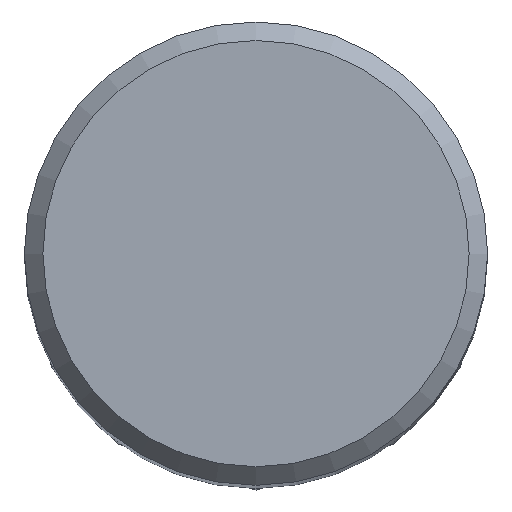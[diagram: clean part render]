
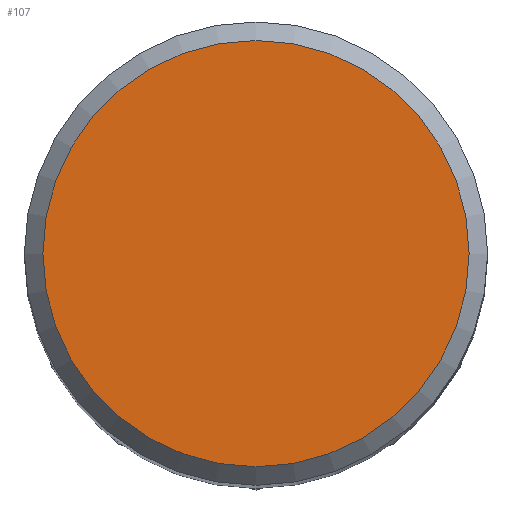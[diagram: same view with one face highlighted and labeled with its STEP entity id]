
A CAD part, top view. The second image highlights one B-rep face of the part: STEP entity #107.
In plain terms, the highlighted planar face has unit normal (0, 0, 1).
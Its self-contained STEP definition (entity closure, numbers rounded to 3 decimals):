
#107=ADVANCED_FACE('',(#115),#111,.F.);
#111=PLANE('',#390);
#115=FACE_OUTER_BOUND('',#131,.T.);
#131=EDGE_LOOP('',(#147));
#147=ORIENTED_EDGE('',*,*,#163,.F.);
#155=VERTEX_POINT('',#550);
#163=EDGE_CURVE('',#155,#155,#182,.T.);
#182=CIRCLE('',#388,11.5);
#388=AXIS2_PLACEMENT_3D('',#549,#457,#458);
#390=AXIS2_PLACEMENT_3D('',#552,#461,#462);
#457=DIRECTION('',(0.,0.,-1.));
#458=DIRECTION('',(0.,1.,0.));
#461=DIRECTION('',(0.,0.,-1.));
#462=DIRECTION('',(0.,1.,0.));
#549=CARTESIAN_POINT('',(0.,0.,0.));
#550=CARTESIAN_POINT('',(0.,11.5,0.));
#552=CARTESIAN_POINT('',(0.,0.,0.));
